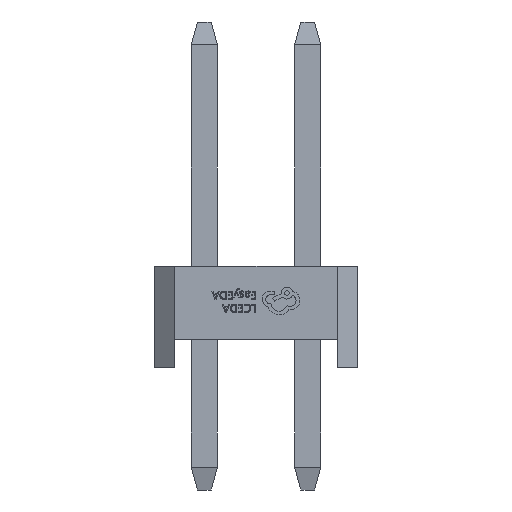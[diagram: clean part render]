
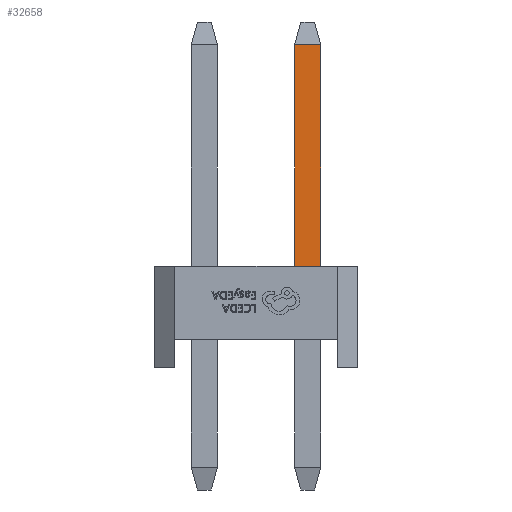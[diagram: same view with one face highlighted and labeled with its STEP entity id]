
A CAD part, left-side view. The second image highlights one B-rep face of the part: STEP entity #32658.
In plain terms, the highlighted planar face has unit normal (-1, 0, 0).
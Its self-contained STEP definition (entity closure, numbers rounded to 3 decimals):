
#474 = FACE_OUTER_BOUND ( 'NONE', #35148, .T. ) ;
#1402 = VERTEX_POINT ( 'NONE', #10906 ) ;
#4024 = EDGE_CURVE ( 'NONE', #11768, #1402, #30447, .T. ) ;
#4136 = VECTOR ( 'NONE', #31250, 1000. ) ;
#5214 = AXIS2_PLACEMENT_3D ( 'NONE', #18876, #24384, #33047 ) ;
#5745 = CARTESIAN_POINT ( 'NONE',  ( -11.75, -1.59, 7.94 ) ) ;
#6022 = CARTESIAN_POINT ( 'NONE',  ( -11.75, -1.59, 2.5 ) ) ;
#9048 = CARTESIAN_POINT ( 'NONE',  ( -11.75, -0.95, 8.5 ) ) ;
#10055 = CARTESIAN_POINT ( 'NONE',  ( -11.75, -1.59, 8.5 ) ) ;
#10215 = VECTOR ( 'NONE', #34783, 1000. ) ;
#10753 = LINE ( 'NONE', #10055, #34768 ) ;
#10906 = CARTESIAN_POINT ( 'NONE',  ( -11.75, -0.95, 7.94 ) ) ;
#11768 = VERTEX_POINT ( 'NONE', #5745 ) ;
#12373 = EDGE_CURVE ( 'NONE', #11768, #24335, #10753, .T. ) ;
#16161 = LINE ( 'NONE', #18131, #10215 ) ;
#17583 = LINE ( 'NONE', #9048, #4136 ) ;
#18131 = CARTESIAN_POINT ( 'NONE',  ( -11.75, 0., 2.5 ) ) ;
#18151 = EDGE_CURVE ( 'NONE', #24335, #27252, #16161, .T. ) ;
#18876 = CARTESIAN_POINT ( 'NONE',  ( -11.75, 0., 0. ) ) ;
#24335 = VERTEX_POINT ( 'NONE', #6022 ) ;
#24384 = DIRECTION ( 'NONE',  ( -1., 0., 0. ) ) ;
#24514 = ORIENTED_EDGE ( 'NONE', *, *, #18151, .F. ) ;
#24587 = CARTESIAN_POINT ( 'NONE',  ( -11.75, -0.95, 2.5 ) ) ;
#25804 = VECTOR ( 'NONE', #27968, 1000. ) ;
#26715 = DIRECTION ( 'NONE',  ( 0., 0., -1. ) ) ;
#26741 = ORIENTED_EDGE ( 'NONE', *, *, #12373, .F. ) ;
#27252 = VERTEX_POINT ( 'NONE', #24587 ) ;
#27968 = DIRECTION ( 'NONE',  ( 0., 1., 0. ) ) ;
#29909 = CARTESIAN_POINT ( 'NONE',  ( -11.75, 0., 7.94 ) ) ;
#30190 = ORIENTED_EDGE ( 'NONE', *, *, #33999, .T. ) ;
#30407 = PLANE ( 'NONE',  #5214 ) ;
#30447 = LINE ( 'NONE', #29909, #25804 ) ;
#31250 = DIRECTION ( 'NONE',  ( 0., 0., -1. ) ) ;
#31475 = ORIENTED_EDGE ( 'NONE', *, *, #4024, .T. ) ;
#32658 = ADVANCED_FACE ( 'NONE', ( #474 ), #30407, .T. ) ;
#33047 = DIRECTION ( 'NONE',  ( 0., 0., 1. ) ) ;
#33999 = EDGE_CURVE ( 'NONE', #1402, #27252, #17583, .T. ) ;
#34768 = VECTOR ( 'NONE', #26715, 1000. ) ;
#34783 = DIRECTION ( 'NONE',  ( 0., 1., 0. ) ) ;
#35148 = EDGE_LOOP ( 'NONE', ( #26741, #31475, #30190, #24514 ) ) ;
